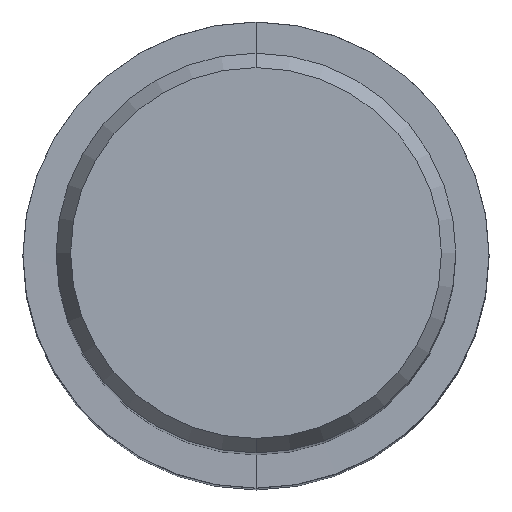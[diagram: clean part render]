
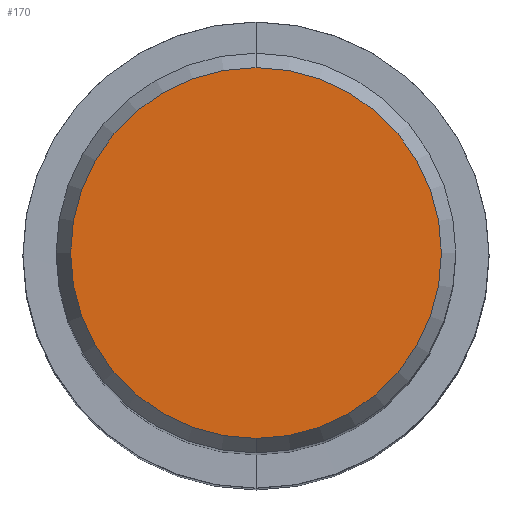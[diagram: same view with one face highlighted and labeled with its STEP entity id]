
A CAD part, top view. The second image highlights one B-rep face of the part: STEP entity #170.
In plain terms, the highlighted planar face has unit normal (0, 0, 1).
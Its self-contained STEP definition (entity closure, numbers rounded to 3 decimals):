
#96=VERTEX_POINT('',#210);
#98=EDGE_CURVE('',#124,#96,#212,.T.);
#114=EDGE_CURVE('',#96,#124,#231,.T.);
#124=VERTEX_POINT('',#242);
#170=ADVANCED_FACE('',(#294),#295,.T.);
#210=CARTESIAN_POINT('',(0.0,8.837,0.01));
#212=CIRCLE('',#338,8.837);
#231=CIRCLE('',#358,8.837);
#242=CARTESIAN_POINT('',(0.,-8.837,0.01));
#294=FACE_OUTER_BOUND('',#438,.T.);
#295=PLANE('',#439);
#338=AXIS2_PLACEMENT_3D('',#463,#464,#465);
#358=AXIS2_PLACEMENT_3D('',#490,#491,#492);
#438=EDGE_LOOP('',(#565,#566));
#439=AXIS2_PLACEMENT_3D('',#567,#568,#569);
#463=CARTESIAN_POINT('',(0.0,0.0,0.01));
#464=DIRECTION('',(0.0,0.0,-1.0));
#465=DIRECTION('',(0.0,1.0,0.0));
#490=CARTESIAN_POINT('',(0.0,0.0,0.01));
#491=DIRECTION('',(0.0,0.0,-1.0));
#492=DIRECTION('',(0.0,1.0,0.0));
#565=ORIENTED_EDGE('',*,*,#114,.F.);
#566=ORIENTED_EDGE('',*,*,#98,.F.);
#567=CARTESIAN_POINT('',(0.0,4.419,0.01));
#568=DIRECTION('',(-0.0,0.0,1.0));
#569=DIRECTION('',(0.0,-1.0,0.0));
